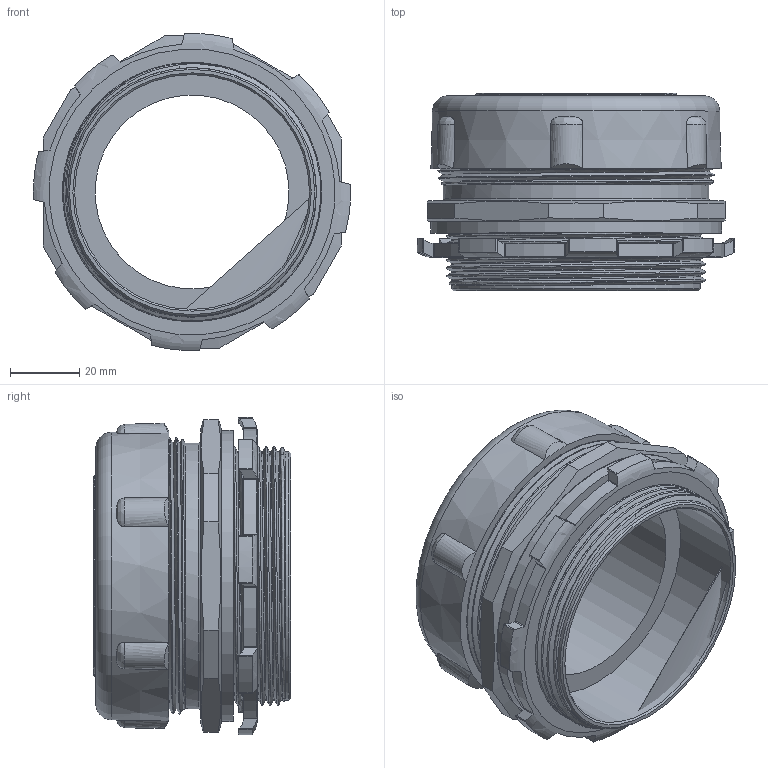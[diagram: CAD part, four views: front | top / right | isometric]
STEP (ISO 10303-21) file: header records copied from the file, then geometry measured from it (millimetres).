
FILE_DESCRIPTION(/* description */ (''),/* implementation_level */ '2;1');
FILE_NAME(/* name */ '',/* time_stamp */ '2025-06-23T11:17:29+07:00',/* author */ ('zeta-82'),/* organization */ (''),/* preprocessor_version */ 'ST-DEVELOPER v19.2',/* originating_system */ 'Autodesk Inventor 2024',/* authorisation */ '');
FILE_SCHEMA (('AUTOMOTIVE_DESIGN { 1 0 10303 214 3 1 1 }'));
Length unit declared in the file: millimetre
Products named in the file (1): ЗЭТА.105.311.000-12 РКн-
60
Bounding box: 91.56 x 57 x 91.52 mm (x, y, z)
Volume: 103069.3 mm3; surface area: 56664.9 mm2
Topology: 7 solids, 7 shells, 263 faces, 686 edges, 453 vertices
Faces by surface type: plane 91, cylinder 71, bspline 70, cone 17, torus 14
Full cylindrical faces by diameter (mm): 56 x1, 58 x1, 67.8 x1, 69 x1, 71.5 x1, 71.8 x8, 73.3 x1, 74.7 x1, 76.69 x1, 79.721 x1, 84.1 x1
Entity records: 14017 total; most frequent: CARTESIAN_POINT 7811, ORIENTED_EDGE 1390, DIRECTION 940, EDGE_CURVE 695, VERTEX_POINT 462, AXIS2_PLACEMENT_3D 338, EDGE_LOOP 285, STYLED_ITEM 267
